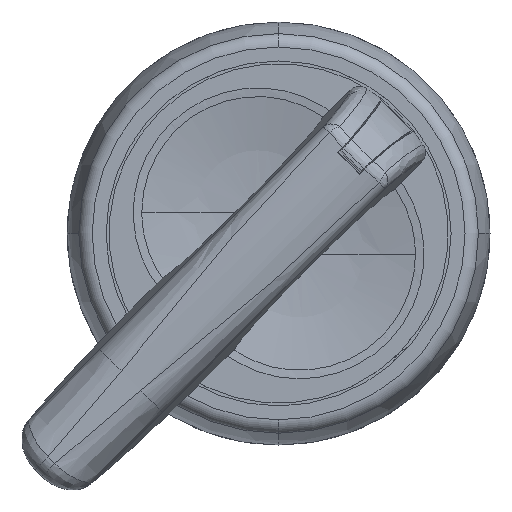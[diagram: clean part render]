
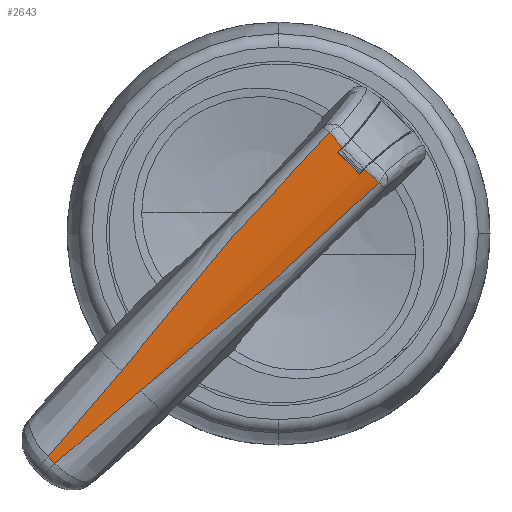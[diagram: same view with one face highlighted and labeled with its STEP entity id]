
A CAD part, top view. The second image highlights one B-rep face of the part: STEP entity #2643.
In plain terms, the highlighted cylindrical face has radius 6 mm (diameter 12 mm), a partial arc.
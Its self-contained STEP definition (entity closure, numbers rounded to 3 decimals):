
#2643=ADVANCED_FACE('Solide.2 (  de JELE 11232 : issu de *SOL3 - wsp *MASTER -  ) ( Brep de *SOL3 )',(#6140),#6141,.T.);
#6140=FACE_OUTER_BOUND('',#14135,.T.);
#6141=CYLINDRICAL_SURFACE('',#14136,6.0);
#6268=VERTEX_POINT('',#14481);
#7504=VERTEX_POINT('',#18294);
#14135=EDGE_LOOP('',(#26732,#26733,#26734,#26735,#26736,#26737,#26738,#26739,#26740,#26741));
#14136=AXIS2_PLACEMENT_3D('',#26742,#26743,#26744);
#14481=CARTESIAN_POINT('',(-9.76,-11.13,44.321));
#18294=CARTESIAN_POINT('',(-11.129,-9.759,44.321));
#26732=ORIENTED_EDGE('',*,*,#36270,.T.);
#26733=ORIENTED_EDGE('',*,*,#35241,.T.);
#26734=ORIENTED_EDGE('',*,*,#36271,.T.);
#26735=ORIENTED_EDGE('',*,*,#34293,.T.);
#26736=ORIENTED_EDGE('',*,*,#36272,.F.);
#26737=ORIENTED_EDGE('',*,*,#36273,.T.);
#26738=ORIENTED_EDGE('',*,*,#36274,.F.);
#26739=ORIENTED_EDGE('',*,*,#36275,.F.);
#26740=ORIENTED_EDGE('',*,*,#36276,.F.);
#26741=ORIENTED_EDGE('',*,*,#36277,.T.);
#26742=CARTESIAN_POINT('',(10.607,10.607,38.4));
#26743=DIRECTION('',(0.707,0.707,0.));
#26744=DIRECTION('',(0.359,-0.359,0.862));
#34293=EDGE_CURVE('Solide.2 (  de JELE 11232 : issu de *SOL3 - wsp *MASTER -  ) ( Brep de *SOL3 )',#6268,#39457,#39459,.T.);
#35241=EDGE_CURVE('Solide.2 (  de JELE 11232 : issu de *SOL3 - wsp *MASTER -  ) ( Brep de *SOL3 )',#40977,#40975,#40978,.T.);
#36270=EDGE_CURVE('Solide.2 (  de JELE 11232 : issu de *SOL3 - wsp *MASTER -  ) ( Brep de *SOL3 )',#7504,#40977,#42495,.T.);
#36271=EDGE_CURVE('Solide.2 (  de JELE 11232 : issu de *SOL3 - wsp *MASTER -  ) ( Brep de *SOL3 )',#40975,#6268,#42496,.T.);
#36272=EDGE_CURVE('Solide.2 (  de JELE 11232 : issu de *SOL3 - wsp *MASTER -  ) ( Brep de *SOL3 )',#42497,#39457,#42498,.T.);
#36273=EDGE_CURVE('Solide.2 (  de JELE 11232 : issu de *SOL3 - wsp *MASTER -  ) ( Brep de *SOL3 )',#42497,#42499,#42500,.T.);
#36274=EDGE_CURVE('Solide.2 (  de JELE 11232 : issu de *SOL3 - wsp *MASTER -  ) ( Brep de *SOL3 )',#42501,#42499,#42502,.F.);
#36275=EDGE_CURVE('Solide.2 (  de JELE 11232 : issu de *SOL3 - wsp *MASTER -  ) ( Brep de *SOL3 )',#42503,#42501,#42504,.T.);
#36276=EDGE_CURVE('Solide.2 (  de JELE 11232 : issu de *SOL3 - wsp *MASTER -  ) ( Brep de *SOL3 )',#39442,#42503,#42505,.T.);
#36277=EDGE_CURVE('Solide.2 (  de JELE 11232 : issu de *SOL3 - wsp *MASTER -  ) ( Brep de *SOL3 )',#39442,#7504,#42506,.T.);
#39442=VERTEX_POINT('',#47258);
#39457=VERTEX_POINT('',#47290);
#39459=B_SPLINE_CURVE_WITH_KNOTS('',5,(#47297,#47298,#47299,#47300,#47301,#47302,#47303,#47304,#47305),.UNSPECIFIED.,.F.,.F.,(6,3,6),(7.982,19.187,30.391),.UNSPECIFIED.);
#40975=VERTEX_POINT('',#50126);
#40977=VERTEX_POINT('',#50133);
#40978=B_SPLINE_CURVE_WITH_KNOTS('',4,(#50134,#50135,#50136,#50137,#50138),.UNSPECIFIED.,.F.,.F.,(5,5),(0.0,0.67),.UNSPECIFIED.);
#42495=B_SPLINE_CURVE_WITH_KNOTS('',4,(#53171,#53172,#53173,#53174,#53175),.UNSPECIFIED.,.F.,.F.,(5,5),(22.406,30.391),.UNSPECIFIED.);
#42496=B_SPLINE_CURVE_WITH_KNOTS('',4,(#53176,#53177,#53178,#53179,#53180),.UNSPECIFIED.,.F.,.F.,(5,5),(0.0,7.982),.UNSPECIFIED.);
#42497=VERTEX_POINT('',#53181);
#42498=B_SPLINE_CURVE_WITH_KNOTS('',3,(#53182,#53183,#53184,#53185),.UNSPECIFIED.,.F.,.F.,(4,4),(0.0,1.462),.UNSPECIFIED.);
#42499=VERTEX_POINT('',#53186);
#42500=LINE('',#53187,#53188);
#42501=VERTEX_POINT('',#53189);
#42502=CIRCLE('',#53190,6.0);
#42503=VERTEX_POINT('',#53191);
#42504=LINE('',#53192,#53193);
#42505=B_SPLINE_CURVE_WITH_KNOTS('',3,(#53194,#53195,#53196,#53197),.UNSPECIFIED.,.F.,.F.,(4,4),(0.0,1.462),.UNSPECIFIED.);
#42506=B_SPLINE_CURVE_WITH_KNOTS('',5,(#53198,#53199,#53200,#53201,#53202,#53203,#53204,#53205,#53206),.UNSPECIFIED.,.F.,.F.,(6,3,6),(0.0,11.203,22.406),.UNSPECIFIED.);
#47258=CARTESIAN_POINT('',(3.587,7.111,43.858));
#47290=CARTESIAN_POINT('',(7.111,3.587,43.858));
#47297=CARTESIAN_POINT('',(-9.76,-11.13,44.321));
#47298=CARTESIAN_POINT('',(-8.016,-9.723,44.282));
#47299=CARTESIAN_POINT('',(-6.265,-8.326,44.229));
#47300=CARTESIAN_POINT('',(-4.528,-6.911,44.165));
#47301=CARTESIAN_POINT('',(-1.095,-4.035,44.035));
#47302=CARTESIAN_POINT('',(2.249,-1.054,43.929));
#47303=CARTESIAN_POINT('',(3.897,0.465,43.888));
#47304=CARTESIAN_POINT('',(5.52,2.01,43.862));
#47305=CARTESIAN_POINT('',(7.111,3.587,43.858));
#50126=CARTESIAN_POINT('',(-15.832,-16.306,44.391));
#50133=CARTESIAN_POINT('',(-16.306,-15.832,44.391));
#50134=CARTESIAN_POINT('',(-16.306,-15.832,44.391));
#50135=CARTESIAN_POINT('',(-16.19,-15.952,44.4));
#50136=CARTESIAN_POINT('',(-16.071,-16.071,44.403));
#50137=CARTESIAN_POINT('',(-15.953,-16.19,44.4));
#50138=CARTESIAN_POINT('',(-15.832,-16.306,44.391));
#53171=CARTESIAN_POINT('',(-11.129,-9.759,44.321));
#53172=CARTESIAN_POINT('',(-12.382,-11.312,44.356));
#53173=CARTESIAN_POINT('',(-13.643,-12.859,44.378));
#53174=CARTESIAN_POINT('',(-14.935,-14.381,44.387));
#53175=CARTESIAN_POINT('',(-16.306,-15.832,44.391));
#53176=CARTESIAN_POINT('',(-15.832,-16.306,44.391));
#53177=CARTESIAN_POINT('',(-14.381,-14.935,44.387));
#53178=CARTESIAN_POINT('',(-12.86,-13.644,44.378));
#53179=CARTESIAN_POINT('',(-11.313,-12.383,44.356));
#53180=CARTESIAN_POINT('',(-9.76,-11.13,44.321));
#53181=CARTESIAN_POINT('',(6.086,4.527,44.298));
#53182=CARTESIAN_POINT('',(6.086,4.527,44.298));
#53183=CARTESIAN_POINT('',(6.433,4.197,44.208));
#53184=CARTESIAN_POINT('',(6.777,3.88,44.06));
#53185=CARTESIAN_POINT('',(7.111,3.587,43.858));
#53186=CARTESIAN_POINT('',(5.729,4.17,44.298));
#53187=CARTESIAN_POINT('',(-3.817,-5.376,44.298));
#53188=VECTOR('',#60843,1.0);
#53189=CARTESIAN_POINT('',(4.17,5.729,44.298));
#53190=AXIS2_PLACEMENT_3D('',#60844,#60845,#60846);
#53191=CARTESIAN_POINT('',(4.527,6.086,44.298));
#53192=CARTESIAN_POINT('',(-5.376,-3.817,44.298));
#53193=VECTOR('',#60847,1.0);
#53194=CARTESIAN_POINT('',(3.587,7.111,43.858));
#53195=CARTESIAN_POINT('',(3.88,6.777,44.06));
#53196=CARTESIAN_POINT('',(4.197,6.433,44.208));
#53197=CARTESIAN_POINT('',(4.527,6.086,44.298));
#53198=CARTESIAN_POINT('',(3.587,7.111,43.858));
#53199=CARTESIAN_POINT('',(2.01,5.52,43.862));
#53200=CARTESIAN_POINT('',(0.465,3.897,43.888));
#53201=CARTESIAN_POINT('',(-1.054,2.249,43.929));
#53202=CARTESIAN_POINT('',(-4.034,-1.095,44.035));
#53203=CARTESIAN_POINT('',(-6.91,-4.527,44.165));
#53204=CARTESIAN_POINT('',(-8.325,-6.264,44.229));
#53205=CARTESIAN_POINT('',(-9.722,-8.015,44.282));
#53206=CARTESIAN_POINT('',(-11.129,-9.759,44.321));
#60843=DIRECTION('',(-0.707,-0.707,0.));
#60844=CARTESIAN_POINT('',(4.95,4.95,38.4));
#60845=DIRECTION('',(-0.707,-0.707,0.));
#60846=DIRECTION('',(0.359,-0.359,0.862));
#60847=DIRECTION('',(-0.707,-0.707,0.));
